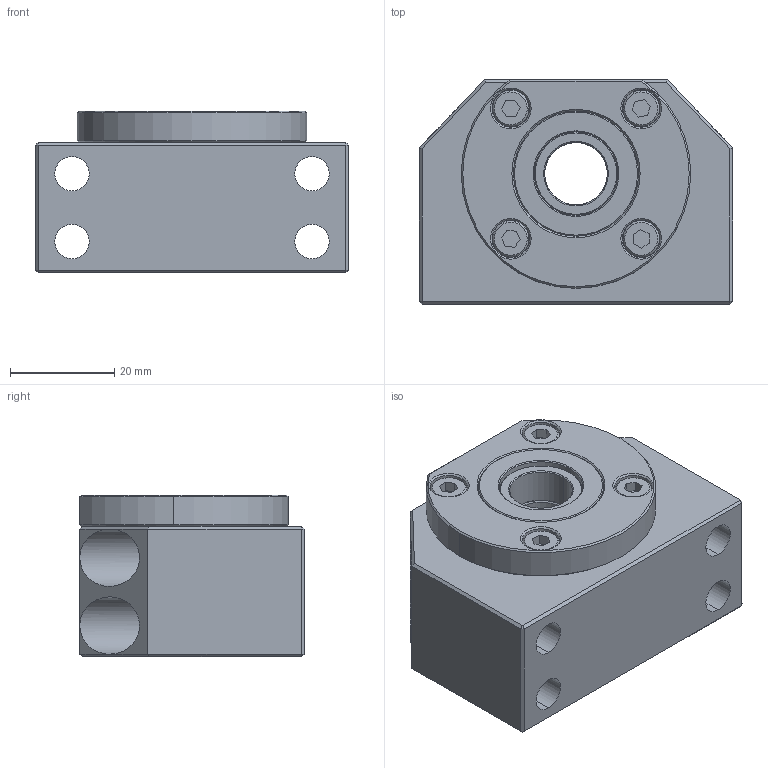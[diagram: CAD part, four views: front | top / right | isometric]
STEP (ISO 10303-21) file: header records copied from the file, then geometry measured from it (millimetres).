
FILE_DESCRIPTION (( 'STEP AP203' ), '1' );
FILE_NAME ('BK 12.STEP', '2014-10-23T09:34:59', ( 'star' ), ( '' ), 'SwSTEP 2.0', 'SolidWorks 2013', '' );
FILE_SCHEMA (( 'CONFIG_CONTROL_DESIGN' ));
Length unit declared in the file: millimetre
Products named in the file (7): BK 12 COLLAR; BK 12 COVER; BK 12 OILSEAL; #7001A(12X28X8); BK 12 BLOCK; BK 12; M4X6
Assembly tree (12 placements, depth 2):
  BK 12
    BK 12 COLLAR  x2
    BK 12 COVER
    #7001A(12X28X8)  x2
    BK 12 OILSEAL  x2
    BK 12 BLOCK
    M4X6  x4
Bounding box: 60 x 43 x 31 mm (x, y, z)
Volume: 52943.3 mm3; surface area: 29883.8 mm2
Topology: 12 solids, 12 shells, 474 faces, 1309 edges, 792 vertices
Faces by surface type: plane 159, cylinder 107, bspline 102, cone 82, torus 24
Entity records: 17773 total; most frequent: CARTESIAN_POINT 8881, ORIENTED_EDGE 1750, DIRECTION 1519, EDGE_CURVE 875, AXIS2_PLACEMENT_3D 561, VERTEX_POINT 560, EDGE_LOOP 403, VECTOR 397
